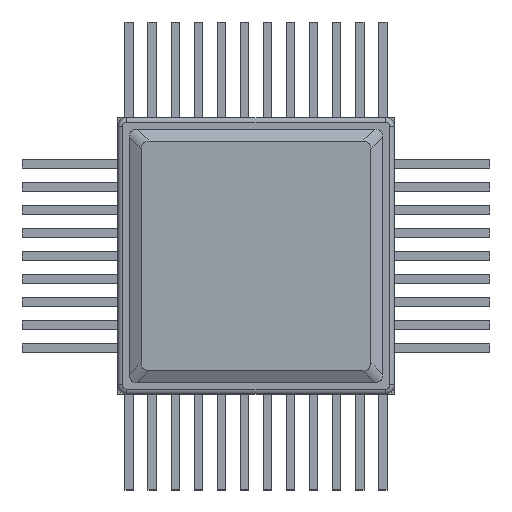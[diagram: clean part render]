
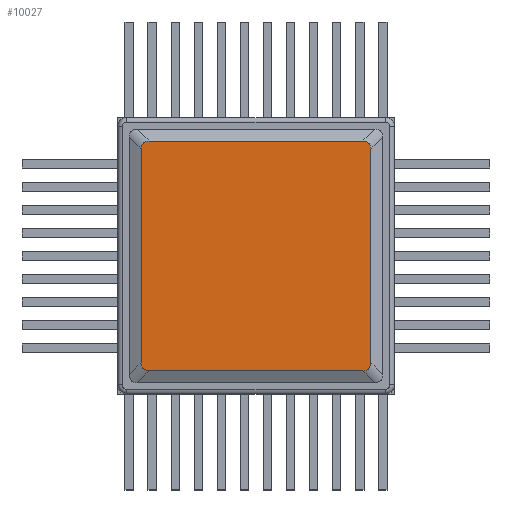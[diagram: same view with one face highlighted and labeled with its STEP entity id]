
A CAD part, top view. The second image highlights one B-rep face of the part: STEP entity #10027.
In plain terms, the highlighted planar face has unit normal (0, 0, 1).
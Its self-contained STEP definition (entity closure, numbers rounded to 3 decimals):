
#590 = CARTESIAN_POINT ( 'NONE',  ( -4.63, -4.98, 2.7 ) ) ;
#615 = EDGE_CURVE ( 'NONE', #1230, #11879, #7893, .T. ) ;
#693 = LINE ( 'NONE', #10818, #5470 ) ;
#858 = CARTESIAN_POINT ( 'NONE',  ( -4.63, -4.98, 2.7 ) ) ;
#1026 = CARTESIAN_POINT ( 'NONE',  ( 0., 0., 2.7 ) ) ;
#1228 = CARTESIAN_POINT ( 'NONE',  ( -4.98, 4.63, 2.7 ) ) ;
#1230 = VERTEX_POINT ( 'NONE', #8194 ) ;
#1435 = CARTESIAN_POINT ( 'NONE',  ( 4.63, -4.98, 2.7 ) ) ;
#1579 =( BOUNDED_CURVE ( )  B_SPLINE_CURVE ( 3, ( #5353, #11012, #6287, #590 ),
 .UNSPECIFIED., .F., .F. ) 
 B_SPLINE_CURVE_WITH_KNOTS ( ( 4, 4 ),
 ( 5.922, 6.645 ),
 .UNSPECIFIED. ) 
 CURVE ( )  GEOMETRIC_REPRESENTATION_ITEM ( )  RATIONAL_B_SPLINE_CURVE ( ( 1., 0.957, 0.957, 1. ) ) 
 REPRESENTATION_ITEM ( '' )  );
#1993 = DIRECTION ( 'NONE',  ( 0., 0., -1. ) ) ;
#2265 = VECTOR ( 'NONE', #12122, 1000. ) ;
#3049 = CARTESIAN_POINT ( 'NONE',  ( 0., -4.98, 2.7 ) ) ;
#3230 = CARTESIAN_POINT ( 'NONE',  ( 4.98, 4.63, 2.7 ) ) ;
#3379 = ORIENTED_EDGE ( 'NONE', *, *, #6892, .T. ) ;
#4076 = ORIENTED_EDGE ( 'NONE', *, *, #11637, .T. ) ;
#4176 = CARTESIAN_POINT ( 'NONE',  ( 4.858, 4.98, 2.7 ) ) ;
#4209 = LINE ( 'NONE', #3049, #9276 ) ;
#4691 = ORIENTED_EDGE ( 'NONE', *, *, #615, .T. ) ;
#4786 = VERTEX_POINT ( 'NONE', #9637 ) ;
#4925 = ORIENTED_EDGE ( 'NONE', *, *, #12221, .T. ) ;
#4987 = CARTESIAN_POINT ( 'NONE',  ( 4.98, 4.63, 2.7 ) ) ;
#5036 = CARTESIAN_POINT ( 'NONE',  ( -4.858, 4.98, 2.7 ) ) ;
#5069 = ORIENTED_EDGE ( 'NONE', *, *, #10095, .T. ) ;
#5232 = DIRECTION ( 'NONE',  ( -1., 0., 0. ) ) ;
#5353 = CARTESIAN_POINT ( 'NONE',  ( -4.98, -4.63, 2.7 ) ) ;
#5376 = ORIENTED_EDGE ( 'NONE', *, *, #11794, .T. ) ;
#5470 = VECTOR ( 'NONE', #7052, 1000. ) ;
#5594 = VERTEX_POINT ( 'NONE', #6722 ) ;
#5791 =( BOUNDED_CURVE ( )  B_SPLINE_CURVE ( 3, ( #11672, #5036, #6941, #1228 ),
 .UNSPECIFIED., .F., .F. ) 
 B_SPLINE_CURVE_WITH_KNOTS ( ( 4, 4 ),
 ( 5.922, 6.645 ),
 .UNSPECIFIED. ) 
 CURVE ( )  GEOMETRIC_REPRESENTATION_ITEM ( )  RATIONAL_B_SPLINE_CURVE ( ( 1., 0.957, 0.957, 1. ) ) 
 REPRESENTATION_ITEM ( '' )  );
#6187 = CARTESIAN_POINT ( 'NONE',  ( 4.98, -4.858, 2.7 ) ) ;
#6287 = CARTESIAN_POINT ( 'NONE',  ( -4.858, -4.98, 2.7 ) ) ;
#6473 =( BOUNDED_CURVE ( )  B_SPLINE_CURVE ( 3, ( #3230, #9859, #4176, #10808 ),
 .UNSPECIFIED., .F., .F. ) 
 B_SPLINE_CURVE_WITH_KNOTS ( ( 4, 4 ),
 ( 2.78, 3.503 ),
 .UNSPECIFIED. ) 
 CURVE ( )  GEOMETRIC_REPRESENTATION_ITEM ( )  RATIONAL_B_SPLINE_CURVE ( ( 1., 0.957, 0.957, 1. ) ) 
 REPRESENTATION_ITEM ( '' )  );
#6682 = VERTEX_POINT ( 'NONE', #6980 ) ;
#6722 = CARTESIAN_POINT ( 'NONE',  ( -4.63, 4.98, 2.7 ) ) ;
#6746 = PLANE ( 'NONE',  #8677 ) ;
#6839 = LINE ( 'NONE', #11859, #9374 ) ;
#6892 = EDGE_CURVE ( 'NONE', #11879, #10722, #12083, .T. ) ;
#6940 = VERTEX_POINT ( 'NONE', #858 ) ;
#6941 = CARTESIAN_POINT ( 'NONE',  ( -4.98, 4.858, 2.7 ) ) ;
#6980 = CARTESIAN_POINT ( 'NONE',  ( -4.98, -4.63, 2.7 ) ) ;
#7052 = DIRECTION ( 'NONE',  ( 0., -1., 0. ) ) ;
#7093 = VERTEX_POINT ( 'NONE', #10550 ) ;
#7893 =( BOUNDED_CURVE ( )  B_SPLINE_CURVE ( 3, ( #1435, #7908, #6187, #8114 ),
 .UNSPECIFIED., .F., .F. ) 
 B_SPLINE_CURVE_WITH_KNOTS ( ( 4, 4 ),
 ( 2.78, 3.503 ),
 .UNSPECIFIED. ) 
 CURVE ( )  GEOMETRIC_REPRESENTATION_ITEM ( )  RATIONAL_B_SPLINE_CURVE ( ( 1., 0.957, 0.957, 1. ) ) 
 REPRESENTATION_ITEM ( '' )  );
#7908 = CARTESIAN_POINT ( 'NONE',  ( 4.858, -4.98, 2.7 ) ) ;
#8114 = CARTESIAN_POINT ( 'NONE',  ( 4.98, -4.63, 2.7 ) ) ;
#8173 = CARTESIAN_POINT ( 'NONE',  ( 4.98, -4.63, 2.7 ) ) ;
#8194 = CARTESIAN_POINT ( 'NONE',  ( 4.63, -4.98, 2.7 ) ) ;
#8263 = EDGE_CURVE ( 'NONE', #6682, #6940, #1579, .T. ) ;
#8656 = DIRECTION ( 'NONE',  ( -1., 0., 0. ) ) ;
#8677 = AXIS2_PLACEMENT_3D ( 'NONE', #1026, #1993, #8656 ) ;
#9276 = VECTOR ( 'NONE', #9670, 1000. ) ;
#9374 = VECTOR ( 'NONE', #5232, 1000. ) ;
#9637 = CARTESIAN_POINT ( 'NONE',  ( -4.98, 4.63, 2.7 ) ) ;
#9670 = DIRECTION ( 'NONE',  ( 1., 0., 0. ) ) ;
#9859 = CARTESIAN_POINT ( 'NONE',  ( 4.98, 4.858, 2.7 ) ) ;
#10027 = ADVANCED_FACE ( 'NONE', ( #10474 ), #6746, .F. ) ;
#10095 = EDGE_CURVE ( 'NONE', #6940, #1230, #4209, .T. ) ;
#10474 = FACE_OUTER_BOUND ( 'NONE', #12227, .T. ) ;
#10550 = CARTESIAN_POINT ( 'NONE',  ( 4.63, 4.98, 2.7 ) ) ;
#10722 = VERTEX_POINT ( 'NONE', #4987 ) ;
#10808 = CARTESIAN_POINT ( 'NONE',  ( 4.63, 4.98, 2.7 ) ) ;
#10818 = CARTESIAN_POINT ( 'NONE',  ( -4.98, 0., 2.7 ) ) ;
#11012 = CARTESIAN_POINT ( 'NONE',  ( -4.98, -4.858, 2.7 ) ) ;
#11529 = ORIENTED_EDGE ( 'NONE', *, *, #11762, .T. ) ;
#11627 = ORIENTED_EDGE ( 'NONE', *, *, #8263, .T. ) ;
#11637 = EDGE_CURVE ( 'NONE', #5594, #4786, #5791, .T. ) ;
#11672 = CARTESIAN_POINT ( 'NONE',  ( -4.63, 4.98, 2.7 ) ) ;
#11762 = EDGE_CURVE ( 'NONE', #4786, #6682, #693, .T. ) ;
#11794 = EDGE_CURVE ( 'NONE', #7093, #5594, #6839, .T. ) ;
#11859 = CARTESIAN_POINT ( 'NONE',  ( 0., 4.98, 2.7 ) ) ;
#11879 = VERTEX_POINT ( 'NONE', #8173 ) ;
#12077 = CARTESIAN_POINT ( 'NONE',  ( 4.98, 0., 2.7 ) ) ;
#12083 = LINE ( 'NONE', #12077, #2265 ) ;
#12122 = DIRECTION ( 'NONE',  ( 0., 1., 0. ) ) ;
#12221 = EDGE_CURVE ( 'NONE', #10722, #7093, #6473, .T. ) ;
#12227 = EDGE_LOOP ( 'NONE', ( #5376, #4076, #11529, #11627, #5069, #4691, #3379, #4925 ) ) ;
